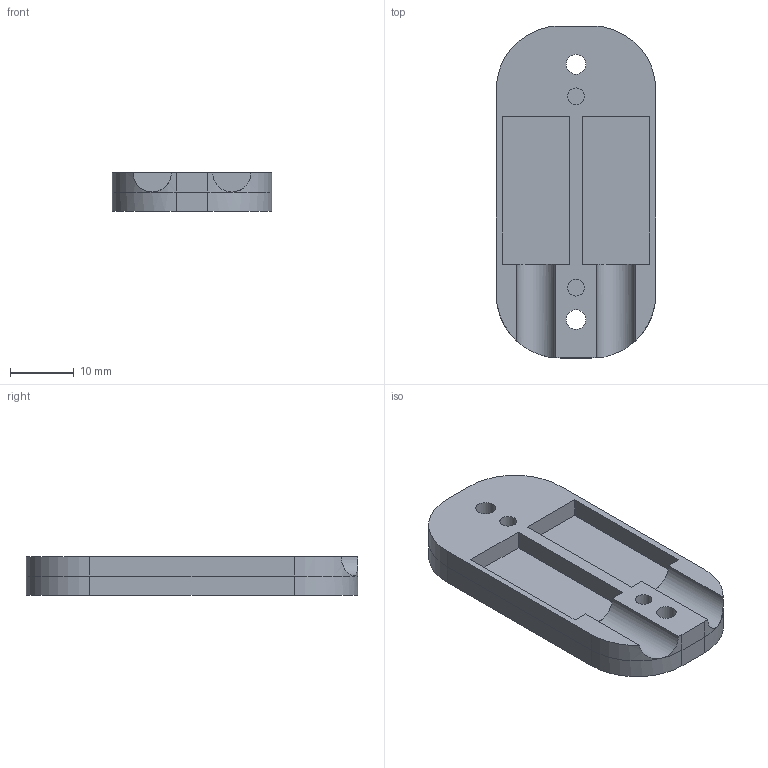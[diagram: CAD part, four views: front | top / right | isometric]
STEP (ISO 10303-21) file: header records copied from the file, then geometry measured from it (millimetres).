
FILE_DESCRIPTION(('FreeCAD Model'),'2;1');
FILE_NAME('Open CASCADE Shape Model','2022-02-11T09:45:07',('Author'),( ''),'Open CASCADE STEP processor 7.5','FreeCAD','Unknown');
FILE_SCHEMA(('AUTOMOTIVE_DESIGN { 1 0 10303 214 1 1 1 1 }'));
Length unit declared in the file: millimetre
Products named in the file (1): YLimitHousingTop
Bounding box: 25 x 52 x 6 mm (x, y, z)
Volume: 5170.7 mm3; surface area: 3908.6 mm2
Topology: 1 solids, 1 shells, 44 faces, 102 edges, 64 vertices
Faces by surface type: plane 26, cylinder 18
Full cylindrical faces by diameter (mm): 2.6 x2, 3.1 x2, 6 x2
Entity records: 2922 total; most frequent: CARTESIAN_POINT 799, DIRECTION 400, LINE 224, VECTOR 224, ORIENTED_EDGE 204, PCURVE 204, DEFINITIONAL_REPRESENTATION 204, EDGE_CURVE 102
